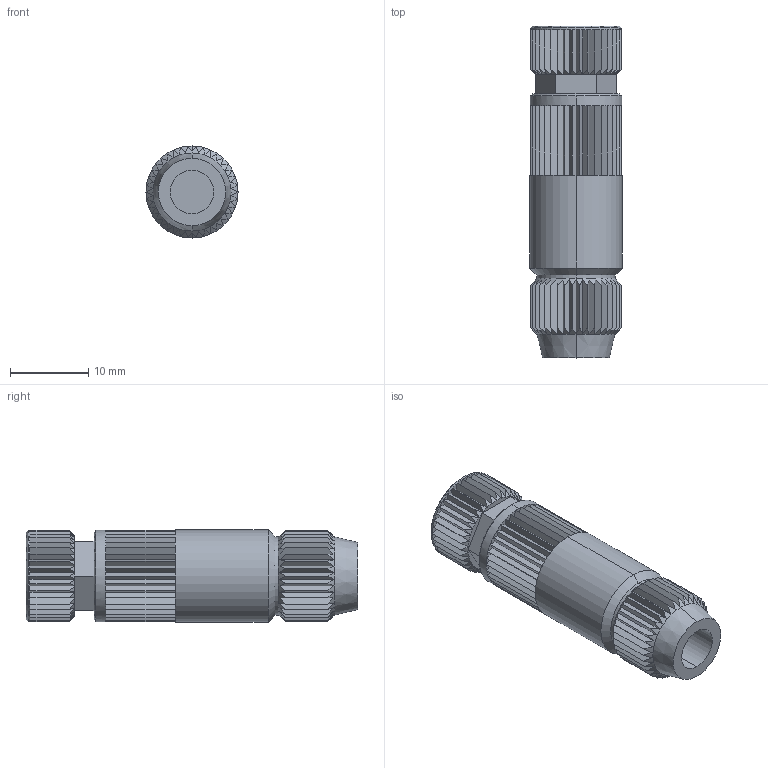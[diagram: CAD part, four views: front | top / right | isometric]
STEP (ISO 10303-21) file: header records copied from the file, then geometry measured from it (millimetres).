
FILE_DESCRIPTION (( 'STEP AP214' ), '1' );
FILE_NAME ('7000-08391-0000000.step', '2016-05-09T18:44:24', ( '' ), ( '' ), 'SwSTEP 2.0', 'SolidWorks 2015', '' );
FILE_SCHEMA (( 'AUTOMOTIVE_DESIGN' ));
Length unit declared in the file: millimetre
Products named in the file (1): 7000-08391-0000000
Bounding box: 11.8 x 42.5 x 11.8 mm (x, y, z)
Volume: 3639 mm3; surface area: 3150.5 mm2
Topology: 1 solids, 1 shells, 396 faces, 982 edges, 598 vertices
Faces by surface type: plane 322, cone 52, cylinder 22
Entity records: 14083 total; most frequent: CARTESIAN_POINT 2661, ORIENTED_EDGE 1964, DIRECTION 1716, EDGE_CURVE 982, VERTEX_POINT 598, LINE 586, VECTOR 586, AXIS2_PLACEMENT_3D 565
